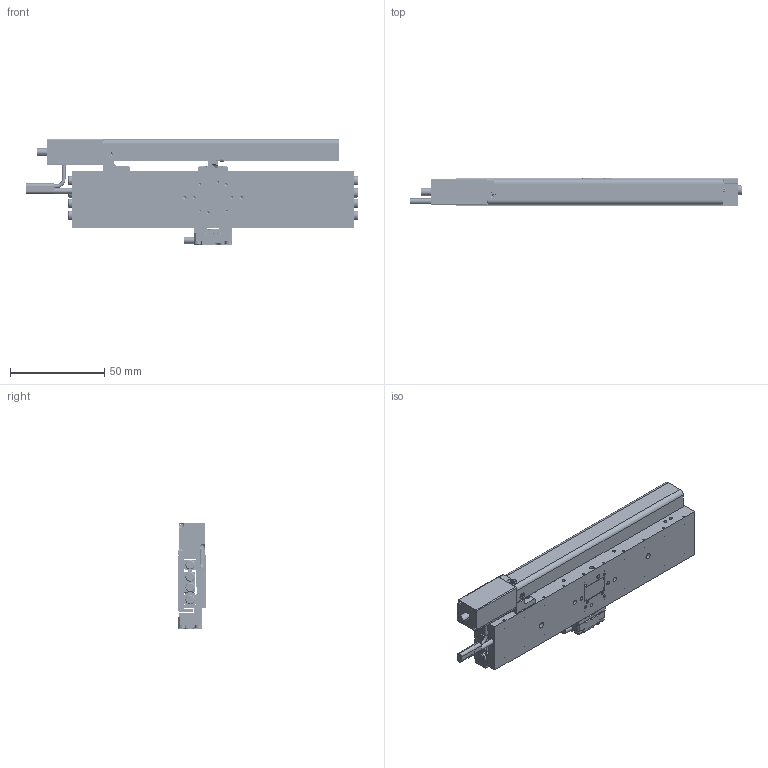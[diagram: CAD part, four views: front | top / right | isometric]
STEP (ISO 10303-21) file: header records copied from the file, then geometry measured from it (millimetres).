
FILE_DESCRIPTION (( 'STEP AP214' ), '1' );
FILE_NAME ('PPS-28-25210.STEP', '2023-08-08T17:31:51', ( '' ), ( '' ), 'SwSTEP 2.0', 'SolidWorks 2023', '' );
FILE_SCHEMA (( 'AUTOMOTIVE_DESIGN' ));
Length unit declared in the file: millimetre
Products named in the file (27): Limit Switch and Motor Cable; SCREW, MS-PPH, M-JCIS_M2.5 x 0.45 x 6mm; Dowel Pin, M-DIN_M01 x 004; 430719 PPS-20 & 28 Leadscrew Cover, Sanyo Motor_PPS-28, 150mm; NB Slide Way SVW 2000 Rail_SVW 2150 Custom; 110212 Encoder Head, Renishaw Atom, Atmospheric_Demo; 430438 PPS 28, Back Cover, NJ8x13; SCREW, SHCS-F, M-DIN_M3 x 0.5 x 06mm; 430718 PPS-28 Leadscrew Nut Bracket, Sanyo Motor; PPS-28, Base, Master Part_150mm, 2 motors, No Ears ; SCREW, MS-PPH, M-JCIS_M1 x 0.25 x 5mm; Screw, SHCS-S, M-DIN._M1.6 x 0.35 x 06mm; PPS-28, Carriage, Master Part_150; NB Slide Way SVW 2000 Center Way_SVW 2150 Custom; Set Screw, Cup-H, E-ASME_E1-72 x 1''16; PPS-28-25210; 130221 Leadscrew, Standard Shaft, M3x0.2_111mm; SCREW, MS-PFH, E-NR_1-72 x 1''8in; 130221 Leadscrew Nut, PPS-20SM, Kozak M3x0.2mm; PPS-20, Scale Bracket, Renishaw Atom, RCLC, RKLF, Master Part_150mm; 431420 PPS-20, Encoder Bracket, Renishaw Atom, RKLF, Tape Scale; 110182 Sanyo motor 14mm_shortened shaft; SCREW, MS-PPH, M-JCIS_M1.6 x 0.35 x 4mm; 130161 Bearing, NB, Slide Way, SVW 2000_SVW 2150-25Z Custom (Rigid at Center); 430717 PPS-28 Stepper Motor Bracket, Sanyo Motor; NB Slide Way SVW 2000 Cage_SVW 2150-25Z Custom; SCREW, SHCS-S, M-DIN_M2 x 0.4 x 06mm
Assembly tree (77 placements, depth 3):
  PPS-28-25210
    PPS-28, Base, Master Part_150mm, 2 motors, No Ears 
    430438 PPS 28, Back Cover, NJ8x13
    PPS-28, Carriage, Master Part_150
    SCREW, SHCS-F, M-DIN_M3 x 0.5 x 06mm  x10
    130161 Bearing, NB, Slide Way, SVW 2000_SVW 2150-25Z Custom (Rigid at Center)
      NB Slide Way SVW 2000 Rail_SVW 2150 Custom  x2
      NB Slide Way SVW 2000 Center Way_SVW 2150 Custom
      NB Slide Way SVW 2000 Cage_SVW 2150-25Z Custom  x2
    SCREW, MS-PPH, M-JCIS_M2.5 x 0.45 x 6mm  x20
    Set Screw, Cup-H, E-ASME_E1-72 x 1''16  x10
    130221 Leadscrew Nut, PPS-20SM, Kozak M3x0.2mm
    130221 Leadscrew, Standard Shaft, M3x0.2_111mm
    430719 PPS-20 & 28 Leadscrew Cover, Sanyo Motor_PPS-28, 150mm
    SCREW, MS-PFH, E-NR_1-72 x 1''8in  x3
    SCREW, MS-PPH, M-JCIS_M1 x 0.25 x 5mm  x2
    430717 PPS-28 Stepper Motor Bracket, Sanyo Motor
    110182 Sanyo motor 14mm_shortened shaft
    430718 PPS-28 Leadscrew Nut Bracket, Sanyo Motor
    SCREW, SHCS-S, M-DIN_M2 x 0.4 x 06mm  x5
    110212 Encoder Head, Renishaw Atom, Atmospheric_Demo
    431420 PPS-20, Encoder Bracket, Renishaw Atom, RKLF, Tape Scale
    PPS-20, Scale Bracket, Renishaw Atom, RCLC, RKLF, Master Part_150mm
    Dowel Pin, M-DIN_M01 x 004  x2
    Screw, SHCS-S, M-DIN._M1.6 x 0.35 x 06mm  x2
    SCREW, MS-PPH, M-JCIS_M1.6 x 0.35 x 4mm  x4
    Limit Switch and Motor Cable
Bounding box: 176.25 x 15 x 56.25 mm (x, y, z)
Volume: 70570.6 mm3; surface area: 68624.1 mm2
Topology: 78 solids, 78 shells, 3703 faces, 9271 edges, 5722 vertices
Faces by surface type: plane 1511, cylinder 1282, cone 658, torus 214, bspline 38
Entity records: 63764 total; most frequent: CARTESIAN_POINT 13750, DIRECTION 10351, ORIENTED_EDGE 10074, EDGE_CURVE 5037, AXIS2_PLACEMENT_3D 3829, VERTEX_POINT 3269, VECTOR 2693, LINE 2693
